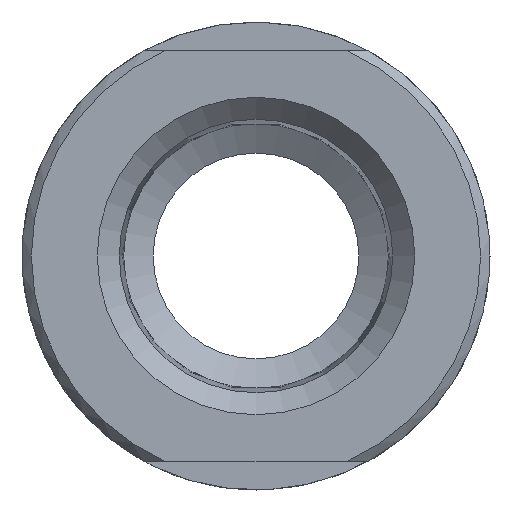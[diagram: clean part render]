
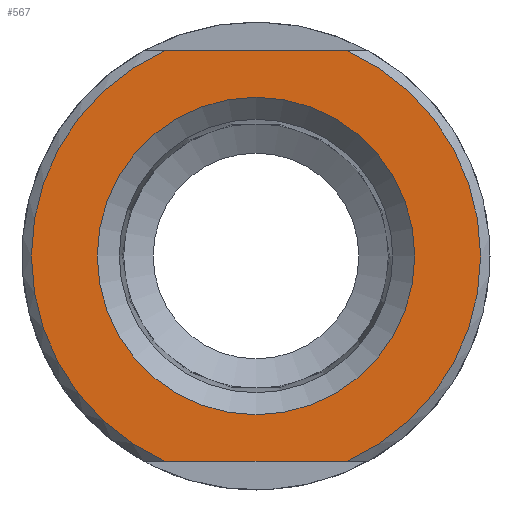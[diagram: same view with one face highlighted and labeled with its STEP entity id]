
A CAD part, left-side view. The second image highlights one B-rep face of the part: STEP entity #567.
In plain terms, the highlighted planar face has unit normal (-1, 0, 0).
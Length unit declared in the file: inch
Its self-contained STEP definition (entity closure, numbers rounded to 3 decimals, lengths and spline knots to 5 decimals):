
#28=FACE_BOUND('',#139,.T.);
#36=CIRCLE('',#622,0.955);
#37=CIRCLE('',#624,0.955);
#38=CIRCLE('',#625,0.675);
#39=CIRCLE('',#626,0.675);
#105=FACE_OUTER_BOUND('',#138,.T.);
#138=EDGE_LOOP('',(#401,#402,#403,#404));
#139=EDGE_LOOP('',(#405,#406));
#178=LINE('',#931,#203);
#182=LINE('',#956,#207);
#203=VECTOR('',#712,0.3937);
#207=VECTOR('',#718,0.3937);
#234=VERTEX_POINT('',#909);
#240=VERTEX_POINT('',#927);
#242=VERTEX_POINT('',#934);
#248=VERTEX_POINT('',#952);
#249=VERTEX_POINT('',#962);
#250=VERTEX_POINT('',#963);
#301=EDGE_CURVE('',#234,#240,#178,.T.);
#309=EDGE_CURVE('',#242,#248,#182,.T.);
#311=EDGE_CURVE('',#242,#240,#36,.T.);
#312=EDGE_CURVE('',#234,#248,#37,.T.);
#313=EDGE_CURVE('',#249,#250,#38,.T.);
#314=EDGE_CURVE('',#250,#249,#39,.T.);
#401=ORIENTED_EDGE('',*,*,#301,.T.);
#402=ORIENTED_EDGE('',*,*,#311,.F.);
#403=ORIENTED_EDGE('',*,*,#309,.T.);
#404=ORIENTED_EDGE('',*,*,#312,.F.);
#405=ORIENTED_EDGE('',*,*,#313,.T.);
#406=ORIENTED_EDGE('',*,*,#314,.T.);
#557=PLANE('',#623);
#567=ADVANCED_FACE('',(#105,#28),#557,.T.);
#622=AXIS2_PLACEMENT_3D('',#959,#723,#724);
#623=AXIS2_PLACEMENT_3D('',#960,#725,#726);
#624=AXIS2_PLACEMENT_3D('',#961,#727,#728);
#625=AXIS2_PLACEMENT_3D('',#964,#729,#730);
#626=AXIS2_PLACEMENT_3D('',#965,#731,#732);
#712=DIRECTION('',(0.,1.,0.));
#718=DIRECTION('',(0.,-1.,0.));
#723=DIRECTION('center_axis',(1.,0.,0.));
#724=DIRECTION('ref_axis',(0.,1.,0.));
#725=DIRECTION('center_axis',(-1.,0.,0.));
#726=DIRECTION('ref_axis',(0.,0.,1.));
#727=DIRECTION('center_axis',(1.,0.,0.));
#728=DIRECTION('ref_axis',(0.,1.,0.));
#729=DIRECTION('center_axis',(1.,0.,0.));
#730=DIRECTION('ref_axis',(0.,-1.,0.));
#731=DIRECTION('center_axis',(1.,0.,0.));
#732=DIRECTION('ref_axis',(0.,-1.,0.));
#909=CARTESIAN_POINT('',(0.,-0.38829,0.8725));
#927=CARTESIAN_POINT('',(0.,0.38829,0.8725));
#931=CARTESIAN_POINT('',(0.,0.52948,0.8725));
#934=CARTESIAN_POINT('',(0.,0.38829,-0.8725));
#952=CARTESIAN_POINT('',(0.,-0.38829,-0.8725));
#956=CARTESIAN_POINT('',(0.,-0.04144,-0.8725));
#959=CARTESIAN_POINT('Origin',(0.,0.,0.));
#960=CARTESIAN_POINT('Origin',(0.,0.4775,0.));
#961=CARTESIAN_POINT('Origin',(0.,0.,0.));
#962=CARTESIAN_POINT('',(0.,-0.675,0.));
#963=CARTESIAN_POINT('',(0.,0.675,0.));
#964=CARTESIAN_POINT('Origin',(0.,0.,0.));
#965=CARTESIAN_POINT('Origin',(0.,0.,0.));
